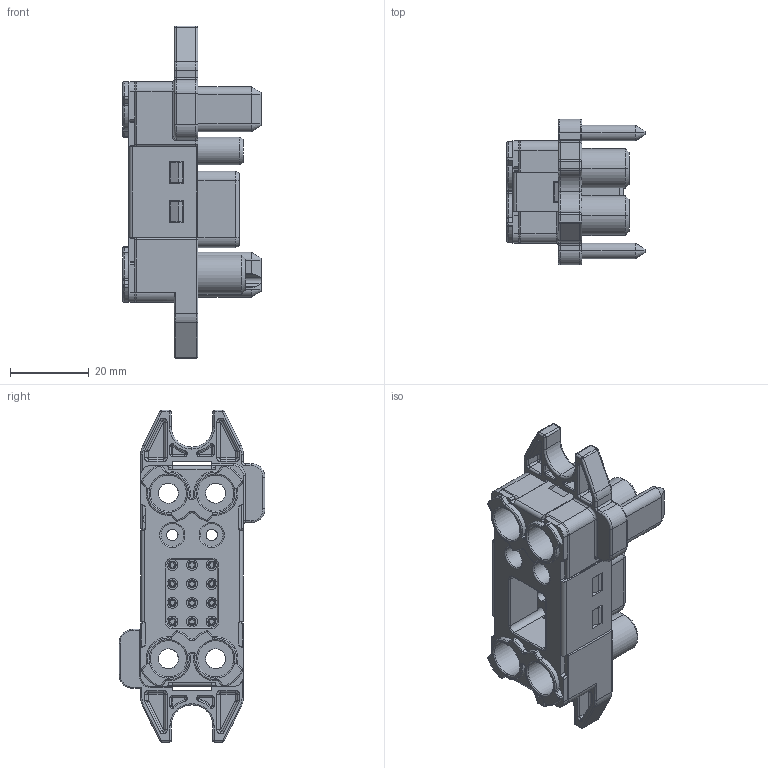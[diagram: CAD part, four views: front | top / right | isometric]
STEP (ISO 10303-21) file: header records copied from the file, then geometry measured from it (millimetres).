
FILE_DESCRIPTION(/* description */ (''),/* implementation_level */ '2;1');
FILE_NAME(/* name */ '1010080000006.stp',/* time_stamp */ '2023-08-02T11:16:01+08:00',/* author */ (''),/* organization */ (''),/* preprocessor_version */ 'ST-DEVELOPER v11',/* originating_system */ 'SIEMENS PLM Software NX 7.5',/* authorisation */ '');
FILE_SCHEMA (('CONFIG_CONTROL_DESIGN'));
Products named in the file (1): 1010080000006_stp
Bounding box: 35 x 37 x 84.2 mm (x, y, z)
Volume: 27864.1 mm3; surface area: 25232.7 mm2
Topology: 1 solids, 20 shells, 1606 faces, 3832 edges, 2340 vertices
Faces by surface type: cylinder 646, plane 581, torus 123, cone 122, bspline 86, sphere 48
Full cylindrical faces by diameter (mm): 2.9 x2, 5.8 x2, 7.8 x4, 9.2 x4
Entity records: 54097 total; most frequent: CARTESIAN_POINT 16682, DIRECTION 8145, ORIENTED_EDGE 7544, EDGE_CURVE 3772, AXIS2_PLACEMENT_3D 3142, VERTEX_POINT 2342, LINE 1861, VECTOR 1861
